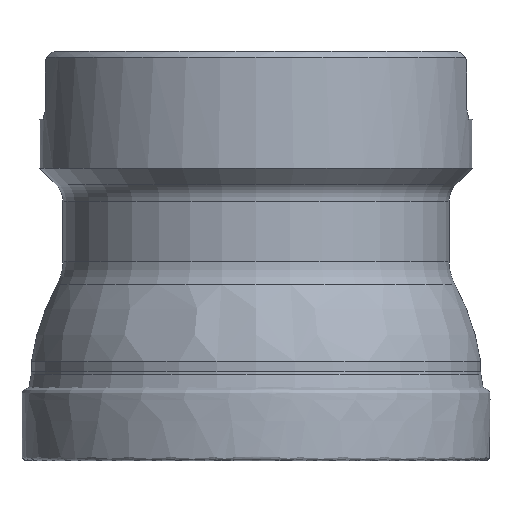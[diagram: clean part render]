
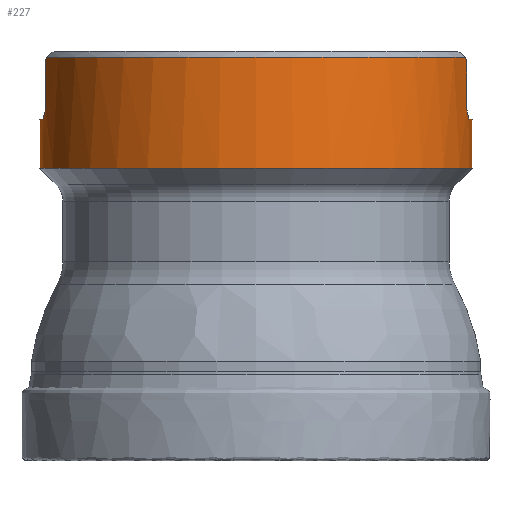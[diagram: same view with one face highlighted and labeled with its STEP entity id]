
A CAD part, left-side view. The second image highlights one B-rep face of the part: STEP entity #227.
In plain terms, the highlighted cylindrical face has radius 18.5 mm (diameter 37 mm), a full revolution.
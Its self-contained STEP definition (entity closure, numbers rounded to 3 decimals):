
#136=ELLIPSE('',#975,26.163,18.5);
#137=ELLIPSE('',#976,26.163,18.5);
#138=ELLIPSE('',#978,26.163,18.5);
#139=ELLIPSE('',#979,26.163,18.5);
#140=ELLIPSE('',#981,26.163,18.5);
#141=ELLIPSE('',#982,26.163,18.5);
#142=ELLIPSE('',#984,26.163,18.5);
#143=ELLIPSE('',#985,26.163,18.5);
#172=LINE('',#1394,#196);
#173=LINE('',#1402,#197);
#174=LINE('',#1410,#198);
#175=LINE('',#1418,#199);
#196=VECTOR('',#1129,1.);
#197=VECTOR('',#1136,1.);
#198=VECTOR('',#1143,1.);
#199=VECTOR('',#1150,1.);
#217=CYLINDRICAL_SURFACE('',#986,18.5);
#227=ADVANCED_FACE('CN_SU1',(#298,#299),#217,.T.);
#298=FACE_BOUND('',#361,.T.);
#299=FACE_BOUND('',#362,.T.);
#361=EDGE_LOOP('',(#447));
#362=EDGE_LOOP('',(#448,#449,#450,#451,#452,#453,#454,#455,#456,#457,#458,
#459,#460,#461,#462,#463));
#447=ORIENTED_EDGE('',*,*,#695,.F.);
#448=ORIENTED_EDGE('',*,*,#696,.T.);
#449=ORIENTED_EDGE('',*,*,#697,.T.);
#450=ORIENTED_EDGE('',*,*,#698,.F.);
#451=ORIENTED_EDGE('',*,*,#699,.F.);
#452=ORIENTED_EDGE('',*,*,#700,.T.);
#453=ORIENTED_EDGE('',*,*,#701,.F.);
#454=ORIENTED_EDGE('',*,*,#702,.F.);
#455=ORIENTED_EDGE('',*,*,#703,.T.);
#456=ORIENTED_EDGE('',*,*,#704,.T.);
#457=ORIENTED_EDGE('',*,*,#705,.T.);
#458=ORIENTED_EDGE('',*,*,#706,.F.);
#459=ORIENTED_EDGE('',*,*,#707,.F.);
#460=ORIENTED_EDGE('',*,*,#708,.T.);
#461=ORIENTED_EDGE('',*,*,#709,.F.);
#462=ORIENTED_EDGE('',*,*,#710,.F.);
#463=ORIENTED_EDGE('',*,*,#711,.T.);
#625=VERTEX_POINT('',#1388);
#626=VERTEX_POINT('',#1390);
#627=VERTEX_POINT('',#1391);
#628=VERTEX_POINT('',#1393);
#629=VERTEX_POINT('',#1395);
#630=VERTEX_POINT('',#1397);
#631=VERTEX_POINT('',#1399);
#632=VERTEX_POINT('',#1401);
#633=VERTEX_POINT('',#1403);
#634=VERTEX_POINT('',#1405);
#635=VERTEX_POINT('',#1407);
#636=VERTEX_POINT('',#1409);
#637=VERTEX_POINT('',#1411);
#638=VERTEX_POINT('',#1413);
#639=VERTEX_POINT('',#1415);
#640=VERTEX_POINT('',#1417);
#641=VERTEX_POINT('',#1419);
#695=EDGE_CURVE('',#625,#625,#780,.T.);
#696=EDGE_CURVE('',#626,#627,#781,.T.);
#697=EDGE_CURVE('',#627,#628,#136,.T.);
#698=EDGE_CURVE('',#629,#628,#172,.T.);
#699=EDGE_CURVE('',#630,#629,#137,.T.);
#700=EDGE_CURVE('',#630,#631,#782,.T.);
#701=EDGE_CURVE('',#632,#631,#138,.T.);
#702=EDGE_CURVE('',#633,#632,#173,.T.);
#703=EDGE_CURVE('',#633,#634,#139,.T.);
#704=EDGE_CURVE('',#634,#635,#783,.T.);
#705=EDGE_CURVE('',#635,#636,#140,.T.);
#706=EDGE_CURVE('',#637,#636,#174,.T.);
#707=EDGE_CURVE('',#638,#637,#141,.T.);
#708=EDGE_CURVE('',#638,#639,#784,.T.);
#709=EDGE_CURVE('',#640,#639,#142,.T.);
#710=EDGE_CURVE('',#641,#640,#175,.T.);
#711=EDGE_CURVE('',#641,#626,#143,.T.);
#780=CIRCLE('',#973,18.5);
#781=CIRCLE('',#974,18.5);
#782=CIRCLE('',#977,18.5);
#783=CIRCLE('',#980,18.5);
#784=CIRCLE('',#983,18.5);
#973=AXIS2_PLACEMENT_3D('',#1387,#1123,#1124);
#974=AXIS2_PLACEMENT_3D('',#1389,#1125,#1126);
#975=AXIS2_PLACEMENT_3D('',#1392,#1127,#1128);
#976=AXIS2_PLACEMENT_3D('',#1396,#1130,#1131);
#977=AXIS2_PLACEMENT_3D('',#1398,#1132,#1133);
#978=AXIS2_PLACEMENT_3D('',#1400,#1134,#1135);
#979=AXIS2_PLACEMENT_3D('',#1404,#1137,#1138);
#980=AXIS2_PLACEMENT_3D('',#1406,#1139,#1140);
#981=AXIS2_PLACEMENT_3D('',#1408,#1141,#1142);
#982=AXIS2_PLACEMENT_3D('',#1412,#1144,#1145);
#983=AXIS2_PLACEMENT_3D('',#1414,#1146,#1147);
#984=AXIS2_PLACEMENT_3D('',#1416,#1148,#1149);
#985=AXIS2_PLACEMENT_3D('',#1420,#1151,#1152);
#986=AXIS2_PLACEMENT_3D('',#1421,#1153,#1154);
#1123=DIRECTION('',(0.,0.,-1.));
#1124=DIRECTION('',(-1.,0.,0.));
#1125=DIRECTION('',(0.,0.,-1.));
#1126=DIRECTION('',(-1.,0.,0.));
#1127=DIRECTION('',(-0.707,0.,-0.707));
#1128=DIRECTION('',(0.707,0.,-0.707));
#1129=DIRECTION('',(0.,0.,1.));
#1130=DIRECTION('',(0.707,0.,0.707));
#1131=DIRECTION('',(0.707,0.,-0.707));
#1132=DIRECTION('',(0.,0.,-1.));
#1133=DIRECTION('',(1.,0.,0.));
#1134=DIRECTION('',(-0.707,0.,0.707));
#1135=DIRECTION('',(-0.707,0.,-0.707));
#1136=DIRECTION('',(0.,0.,-1.));
#1137=DIRECTION('',(0.707,0.,-0.707));
#1138=DIRECTION('',(-0.707,0.,-0.707));
#1139=DIRECTION('',(0.,0.,-1.));
#1140=DIRECTION('',(-1.,0.,0.));
#1141=DIRECTION('',(0.707,0.,-0.707));
#1142=DIRECTION('',(-0.707,0.,-0.707));
#1143=DIRECTION('',(0.,0.,1.));
#1144=DIRECTION('',(-0.707,0.,0.707));
#1145=DIRECTION('',(-0.707,0.,-0.707));
#1146=DIRECTION('',(0.,0.,-1.));
#1147=DIRECTION('',(1.,0.,0.));
#1148=DIRECTION('',(0.707,0.,0.707));
#1149=DIRECTION('',(0.707,0.,-0.707));
#1150=DIRECTION('',(0.,0.,-1.));
#1151=DIRECTION('',(-0.707,0.,-0.707));
#1152=DIRECTION('',(0.707,0.,-0.707));
#1153=DIRECTION('',(0.,0.,-1.));
#1154=DIRECTION('',(-1.,0.,0.));
#1387=CARTESIAN_POINT('',(0.,0.,-10.));
#1388=CARTESIAN_POINT('',(-18.5,0.,-10.));
#1389=CARTESIAN_POINT('',(0.,0.,-0.5));
#1390=CARTESIAN_POINT('',(-4.623,-17.913,-0.5));
#1391=CARTESIAN_POINT('',(-4.623,17.913,-0.5));
#1392=CARTESIAN_POINT('',(0.,0.,-5.123));
#1393=CARTESIAN_POINT('',(-4.223,18.012,-0.9));
#1394=CARTESIAN_POINT('',(-4.223,18.012,137.381));
#1395=CARTESIAN_POINT('',(-4.223,18.012,-5.));
#1396=CARTESIAN_POINT('',(0.,0.,-9.223));
#1397=CARTESIAN_POINT('',(-3.423,18.181,-5.8));
#1398=CARTESIAN_POINT('',(0.,0.,-5.8));
#1399=CARTESIAN_POINT('',(3.423,18.181,-5.8));
#1400=CARTESIAN_POINT('',(0.,0.,-9.223));
#1401=CARTESIAN_POINT('',(4.223,18.012,-5.));
#1402=CARTESIAN_POINT('',(4.223,18.012,137.381));
#1403=CARTESIAN_POINT('',(4.223,18.012,-0.9));
#1404=CARTESIAN_POINT('',(0.,0.,-5.123));
#1405=CARTESIAN_POINT('',(4.623,17.913,-0.5));
#1406=CARTESIAN_POINT('',(0.,0.,-0.5));
#1407=CARTESIAN_POINT('',(4.623,-17.913,-0.5));
#1408=CARTESIAN_POINT('',(0.,0.,-5.123));
#1409=CARTESIAN_POINT('',(4.223,-18.012,-0.9));
#1410=CARTESIAN_POINT('',(4.223,-18.012,137.381));
#1411=CARTESIAN_POINT('',(4.223,-18.012,-5.));
#1412=CARTESIAN_POINT('',(0.,0.,-9.223));
#1413=CARTESIAN_POINT('',(3.423,-18.181,-5.8));
#1414=CARTESIAN_POINT('',(0.,0.,-5.8));
#1415=CARTESIAN_POINT('',(-3.423,-18.181,-5.8));
#1416=CARTESIAN_POINT('',(0.,0.,-9.223));
#1417=CARTESIAN_POINT('',(-4.223,-18.012,-5.));
#1418=CARTESIAN_POINT('',(-4.223,-18.012,137.381));
#1419=CARTESIAN_POINT('',(-4.223,-18.012,-0.9));
#1420=CARTESIAN_POINT('',(0.,0.,-5.123));
#1421=CARTESIAN_POINT('',(0.,0.,137.381));
